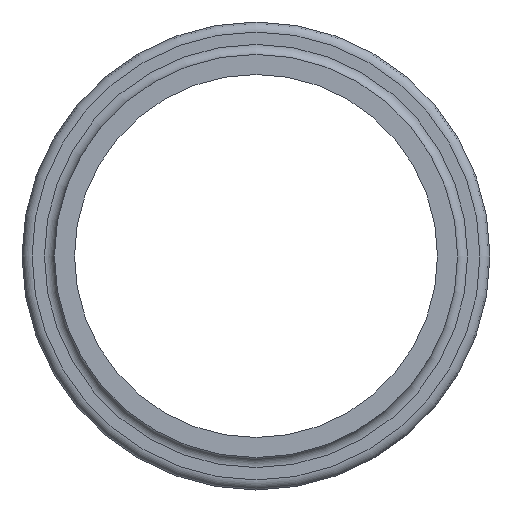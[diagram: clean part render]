
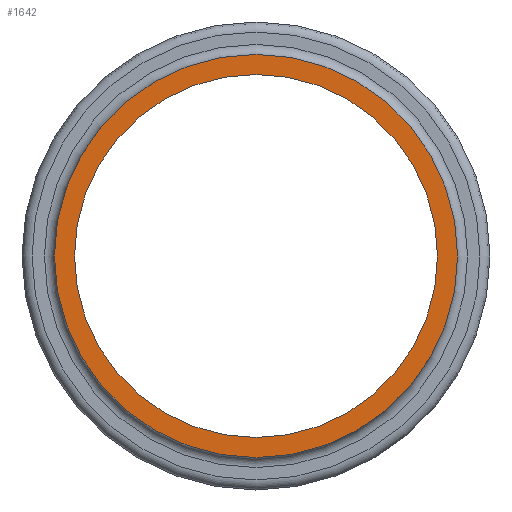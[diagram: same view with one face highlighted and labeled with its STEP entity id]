
A CAD part, front view. The second image highlights one B-rep face of the part: STEP entity #1642.
In plain terms, the highlighted planar face has unit normal (0, -1, 0).
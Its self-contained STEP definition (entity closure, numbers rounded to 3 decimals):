
#104=FACE_BOUND('',#436,.T.);
#266=FACE_OUTER_BOUND('',#435,.T.);
#435=EDGE_LOOP('',(#1245));
#436=EDGE_LOOP('',(#1246));
#752=CIRCLE('',#1812,27.15);
#753=CIRCLE('',#1814,30.15);
#914=VERTEX_POINT('',#2794);
#915=VERTEX_POINT('',#2797);
#1076=EDGE_CURVE('',#914,#914,#752,.T.);
#1077=EDGE_CURVE('',#915,#915,#753,.T.);
#1245=ORIENTED_EDGE('',*,*,#1077,.T.);
#1246=ORIENTED_EDGE('',*,*,#1076,.T.);
#1558=PLANE('',#1816);
#1642=ADVANCED_FACE('',(#266,#104),#1558,.F.);
#1812=AXIS2_PLACEMENT_3D('',#2795,#2151,#2152);
#1814=AXIS2_PLACEMENT_3D('',#2798,#2155,#2156);
#1816=AXIS2_PLACEMENT_3D('',#2801,#2159,#2160);
#2151=DIRECTION('center_axis',(0.,1.,0.));
#2152=DIRECTION('ref_axis',(-1.,0.,0.));
#2155=DIRECTION('center_axis',(0.,-1.,0.));
#2156=DIRECTION('ref_axis',(-1.,0.,0.));
#2159=DIRECTION('center_axis',(0.,1.,0.));
#2160=DIRECTION('ref_axis',(0.,0.,1.));
#2794=CARTESIAN_POINT('',(27.15,79.055,0.));
#2795=CARTESIAN_POINT('Origin',(0.,79.055,0.));
#2797=CARTESIAN_POINT('',(30.15,79.055,0.));
#2798=CARTESIAN_POINT('Origin',(0.,79.055,0.));
#2801=CARTESIAN_POINT('Origin',(0.,79.055,0.));
